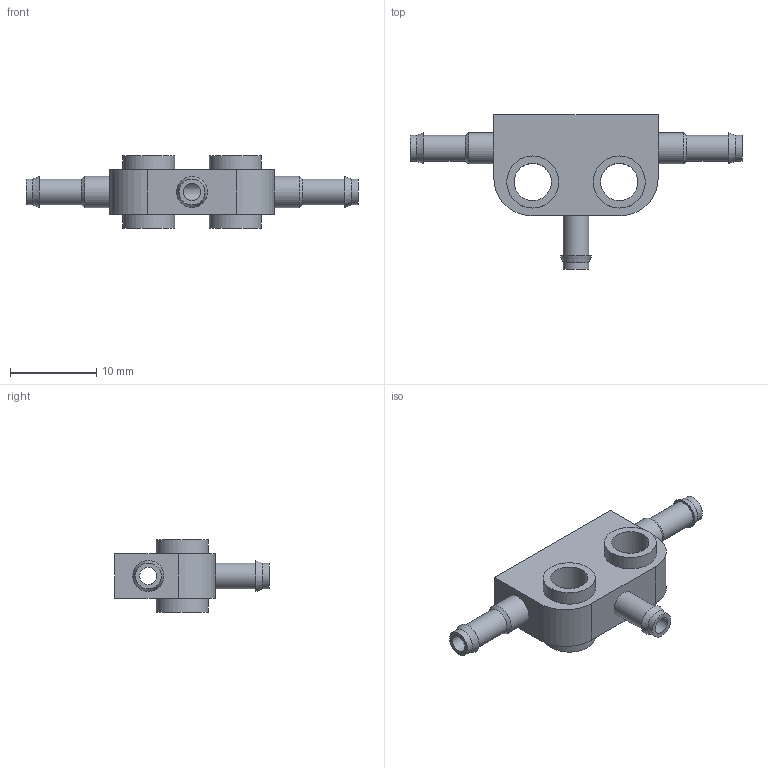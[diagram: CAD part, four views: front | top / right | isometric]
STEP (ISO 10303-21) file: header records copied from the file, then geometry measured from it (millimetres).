
FILE_DESCRIPTION(/* description */ ('STEP AP214'),/* implementation_level */ '2;1');
FILE_NAME(/* name */ '14768_FCN-3-PK-3',/* time_stamp */ '2024-08-28T12:52:55+02:00',/* author */ ('License CC BY-ND 4.0'),/* organization */ ('CADENAS'),/* preprocessor_version */ 'ST-DEVELOPER v19.3',/* originating_system */ 'PARTsolutions',/* authorisation */ ' ');
FILE_SCHEMA (('AUTOMOTIVE_DESIGN {1 0 10303 214 3 1 1}'));
Length unit declared in the file: millimetre
Products named in the file (1): 14768 FCN-3-PK-3
Bounding box: 38.4 x 17.9 x 8.4 mm (x, y, z)
Volume: 1091.9 mm3; surface area: 1591.5 mm2
Topology: 1 solids, 1 shells, 39 faces, 78 edges, 50 vertices
Faces by surface type: cylinder 18, plane 16, cone 5
Full cylindrical faces by diameter (mm): 2 x2, 3 x6, 3.6 x2, 4.3 x2, 6.02 x4
Entity records: 942 total; most frequent: DIRECTION 174, CARTESIAN_POINT 142, ORIENTED_EDGE 108, AXIS2_PLACEMENT_3D 80, EDGE_LOOP 78, FACE_BOUND 78, EDGE_CURVE 54, VERTEX_POINT 48
